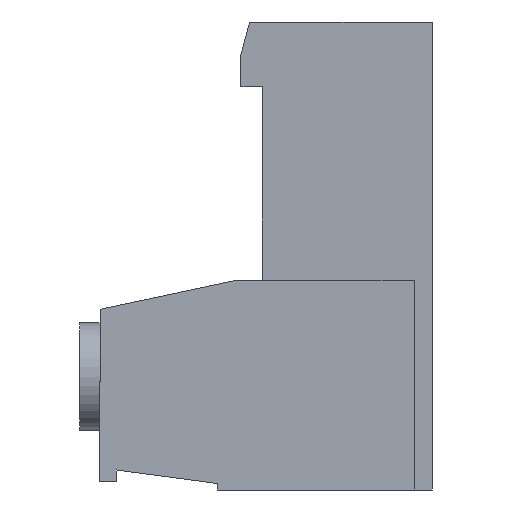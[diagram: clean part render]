
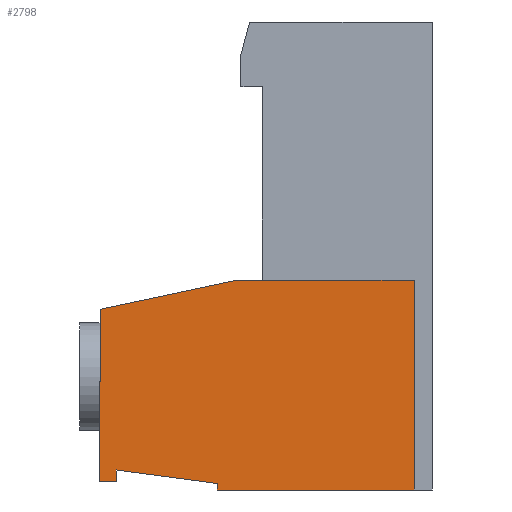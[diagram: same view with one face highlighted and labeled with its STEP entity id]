
A CAD part, left-side view. The second image highlights one B-rep face of the part: STEP entity #2798.
In plain terms, the highlighted planar face has unit normal (-1, 0, 0).
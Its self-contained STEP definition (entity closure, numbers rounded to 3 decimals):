
#30 = LINE ( 'NONE', #6096, #5314 ) ;
#139 = ORIENTED_EDGE ( 'NONE', *, *, #11622, .F. ) ;
#414 = CARTESIAN_POINT ( 'NONE',  ( 0., 0., -21.75 ) ) ;
#819 = VECTOR ( 'NONE', #8930, 1000. ) ;
#965 = DIRECTION ( 'NONE',  ( 0., 0., -1. ) ) ;
#1201 = VERTEX_POINT ( 'NONE', #7565 ) ;
#1474 = CARTESIAN_POINT ( 'NONE',  ( 0., 0.85, -12. ) ) ;
#1759 = PLANE ( 'NONE',  #10485 ) ;
#2134 = CARTESIAN_POINT ( 'NONE',  ( 0., 10., -21.75 ) ) ;
#2367 = LINE ( 'NONE', #6151, #12357 ) ;
#2646 = CARTESIAN_POINT ( 'NONE',  ( 0., 14.7, -21.35 ) ) ;
#2715 = VERTEX_POINT ( 'NONE', #10599 ) ;
#2798 = ADVANCED_FACE ( 'NONE', ( #7359 ), #1759, .F. ) ;
#2896 = CARTESIAN_POINT ( 'NONE',  ( 0., 0.85, -21.75 ) ) ;
#3069 = VERTEX_POINT ( 'NONE', #2134 ) ;
#3252 = VERTEX_POINT ( 'NONE', #9414 ) ;
#3468 = LINE ( 'NONE', #6898, #819 ) ;
#3482 = VECTOR ( 'NONE', #3651, 1000. ) ;
#3651 = DIRECTION ( 'NONE',  ( 0., 1., 0. ) ) ;
#3819 = EDGE_CURVE ( 'NONE', #10187, #1201, #3468, .T. ) ;
#3913 = DIRECTION ( 'NONE',  ( 0., -1., 0. ) ) ;
#4088 = VECTOR ( 'NONE', #965, 1000. ) ;
#4201 = CARTESIAN_POINT ( 'NONE',  ( 0., 10., -21.45 ) ) ;
#4211 = CARTESIAN_POINT ( 'NONE',  ( 0., 7.9, -12. ) ) ;
#4264 = VECTOR ( 'NONE', #3913, 1000. ) ;
#4582 = VERTEX_POINT ( 'NONE', #7583 ) ;
#4755 = VERTEX_POINT ( 'NONE', #2896 ) ;
#5106 = CARTESIAN_POINT ( 'NONE',  ( 0., 10., -21.75 ) ) ;
#5314 = VECTOR ( 'NONE', #12115, 1000. ) ;
#5780 = CARTESIAN_POINT ( 'NONE',  ( 0., 0., 0. ) ) ;
#5965 = ORIENTED_EDGE ( 'NONE', *, *, #12385, .F. ) ;
#6071 = DIRECTION ( 'NONE',  ( 0., 0., 1. ) ) ;
#6096 = CARTESIAN_POINT ( 'NONE',  ( 0., 15.45, -21.35 ) ) ;
#6107 = LINE ( 'NONE', #2646, #3482 ) ;
#6109 = DIRECTION ( 'NONE',  ( 0., 0., -1. ) ) ;
#6148 = VERTEX_POINT ( 'NONE', #7028 ) ;
#6151 = CARTESIAN_POINT ( 'NONE',  ( 0., 15.45, -13.35 ) ) ;
#6179 = EDGE_CURVE ( 'NONE', #1201, #3252, #11486, .T. ) ;
#6563 = LINE ( 'NONE', #6889, #4264 ) ;
#6774 = ORIENTED_EDGE ( 'NONE', *, *, #10135, .F. ) ;
#6798 = DIRECTION ( 'NONE',  ( 0., 0., -1. ) ) ;
#6889 = CARTESIAN_POINT ( 'NONE',  ( 0., 9.124, -12. ) ) ;
#6898 = CARTESIAN_POINT ( 'NONE',  ( 0., 10., -21.45 ) ) ;
#7028 = CARTESIAN_POINT ( 'NONE',  ( 0., 9.124, -12. ) ) ;
#7358 = DIRECTION ( 'NONE',  ( 0., 1., 0. ) ) ;
#7359 = FACE_OUTER_BOUND ( 'NONE', #8855, .T. ) ;
#7396 = ORIENTED_EDGE ( 'NONE', *, *, #6179, .F. ) ;
#7418 = ORIENTED_EDGE ( 'NONE', *, *, #11790, .F. ) ;
#7489 = LINE ( 'NONE', #5106, #12501 ) ;
#7565 = CARTESIAN_POINT ( 'NONE',  ( 0., 14.7, -20.82 ) ) ;
#7583 = CARTESIAN_POINT ( 'NONE',  ( 0., 15.45, -21.35 ) ) ;
#7648 = VECTOR ( 'NONE', #10658, 1000. ) ;
#7806 = LINE ( 'NONE', #414, #10785 ) ;
#7897 = ORIENTED_EDGE ( 'NONE', *, *, #3819, .F. ) ;
#8063 = ORIENTED_EDGE ( 'NONE', *, *, #9680, .F. ) ;
#8850 = VECTOR ( 'NONE', #6109, 1000. ) ;
#8855 = EDGE_LOOP ( 'NONE', ( #10784, #11500, #7418, #5965, #12677, #139, #7396, #7897, #6774, #8063 ) ) ;
#8930 = DIRECTION ( 'NONE',  ( 0., 0.991, 0.133 ) ) ;
#9111 = CARTESIAN_POINT ( 'NONE',  ( 0., 14.7, -20.82 ) ) ;
#9414 = CARTESIAN_POINT ( 'NONE',  ( 0., 14.7, -21.35 ) ) ;
#9680 = EDGE_CURVE ( 'NONE', #4755, #3069, #7806, .T. ) ;
#9692 = LINE ( 'NONE', #12922, #4088 ) ;
#10135 = EDGE_CURVE ( 'NONE', #3069, #10187, #7489, .T. ) ;
#10187 = VERTEX_POINT ( 'NONE', #4201 ) ;
#10338 = LINE ( 'NONE', #12637, #7648 ) ;
#10485 = AXIS2_PLACEMENT_3D ( 'NONE', #5780, #12792, #6798 ) ;
#10518 = EDGE_CURVE ( 'NONE', #10736, #11511, #10338, .T. ) ;
#10594 = EDGE_CURVE ( 'NONE', #11511, #4755, #9692, .T. ) ;
#10599 = CARTESIAN_POINT ( 'NONE',  ( 0., 15.45, -13.35 ) ) ;
#10658 = DIRECTION ( 'NONE',  ( 0., -1., 0. ) ) ;
#10736 = VERTEX_POINT ( 'NONE', #4211 ) ;
#10784 = ORIENTED_EDGE ( 'NONE', *, *, #10594, .F. ) ;
#10785 = VECTOR ( 'NONE', #7358, 1000. ) ;
#11126 = DIRECTION ( 'NONE',  ( 0., -0.978, 0.209 ) ) ;
#11486 = LINE ( 'NONE', #9111, #8850 ) ;
#11500 = ORIENTED_EDGE ( 'NONE', *, *, #10518, .F. ) ;
#11511 = VERTEX_POINT ( 'NONE', #1474 ) ;
#11622 = EDGE_CURVE ( 'NONE', #3252, #4582, #6107, .T. ) ;
#11790 = EDGE_CURVE ( 'NONE', #6148, #10736, #6563, .T. ) ;
#12115 = DIRECTION ( 'NONE',  ( 0., 0., 1. ) ) ;
#12354 = EDGE_CURVE ( 'NONE', #4582, #2715, #30, .T. ) ;
#12357 = VECTOR ( 'NONE', #11126, 1000. ) ;
#12385 = EDGE_CURVE ( 'NONE', #2715, #6148, #2367, .T. ) ;
#12501 = VECTOR ( 'NONE', #6071, 1000. ) ;
#12637 = CARTESIAN_POINT ( 'NONE',  ( 0., 7.9, -12. ) ) ;
#12677 = ORIENTED_EDGE ( 'NONE', *, *, #12354, .F. ) ;
#12792 = DIRECTION ( 'NONE',  ( 1., 0., 0. ) ) ;
#12922 = CARTESIAN_POINT ( 'NONE',  ( 0., 0.85, -12. ) ) ;
